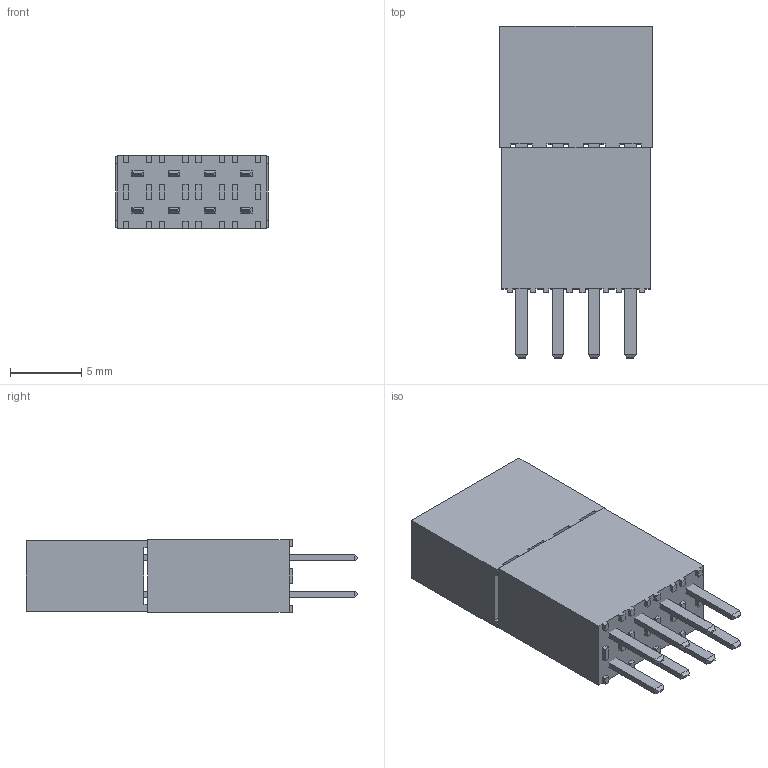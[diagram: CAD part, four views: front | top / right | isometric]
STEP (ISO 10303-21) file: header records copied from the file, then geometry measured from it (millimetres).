
FILE_DESCRIPTION(/* description */ ('STEP AP214'),/* implementation_level */ '2;1');
FILE_NAME(/* name */ 'ESW-104-44-T-D',/* time_stamp */ '2023-12-31T05:54:13+01:00',/* author */ ('License CC BY-ND 4.0'),/* organization */ ('CADENAS'),/* preprocessor_version */ 'ST-DEVELOPER v19.3',/* originating_system */ 'PARTsolutions',/* authorisation */ ' ');
FILE_SCHEMA (('AUTOMOTIVE_DESIGN {1 0 10303 214 3 1 1}'));
Length unit declared in the file: inch
Products named in the file (5): ESW-104-44-T-D; ESW-104-44-T-D_bsocket; ESW-104-44-T-D2_PINS; ESW-104-44-T-D_pins; ESW-104-44-T-D_socket
Assembly tree (4 placements, depth 2):
  ESW-104-44-T-D
    ESW-104-44-T-D_bsocket
    ESW-104-44-T-D2_PINS
    ESW-104-44-T-D_pins
    ESW-104-44-T-D_socket
Bounding box: 10.67 x 23.24 x 5.08 mm (x, y, z)
Volume: 977 mm3; surface area: 1522.7 mm2
Topology: 4 solids, 4 shells, 364 faces, 940 edges, 616 vertices
Faces by surface type: plane 356, cylinder 8
Entity records: 10954 total; most frequent: CARTESIAN_POINT 1925, ORIENTED_EDGE 1880, DIRECTION 1694, EDGE_CURVE 940, LINE 924, VECTOR 924, VERTEX_POINT 616, EDGE_LOOP 396
